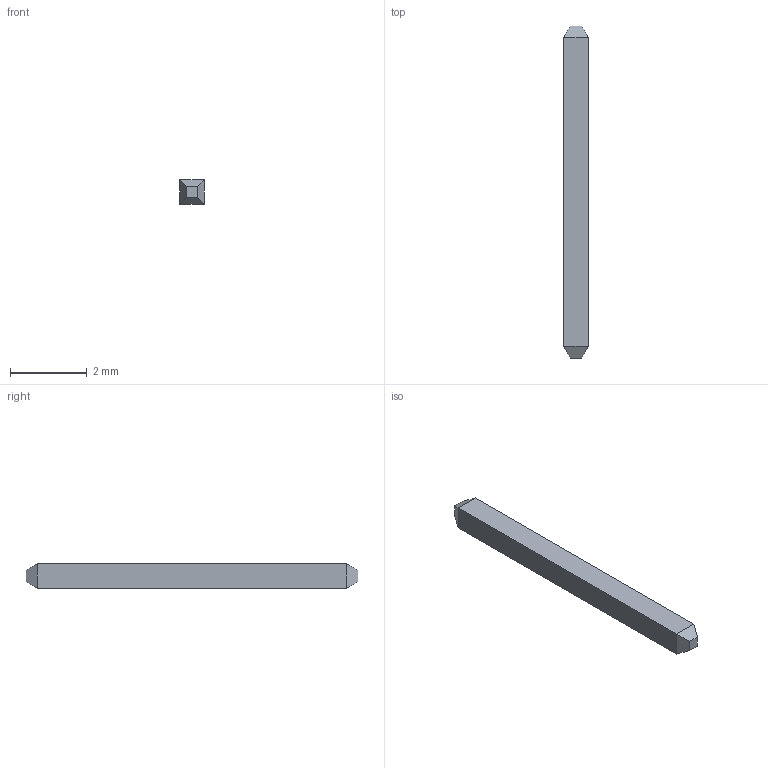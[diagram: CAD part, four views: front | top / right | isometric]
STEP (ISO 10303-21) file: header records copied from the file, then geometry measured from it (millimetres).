
FILE_DESCRIPTION (( 'STEP AP214' ), '1' );
FILE_NAME ( 'HDRV8W64P254_4X2_1016X502H838P.STEP', '2014-03-19T09:51:00', ( '' ), ( '' ), 'FPX Expert 2013', 'PCB Libraries', '' );
FILE_SCHEMA (( 'AUTOMOTIVE_DESIGN' ));
Length unit declared in the file: millimetre
Products named in the file (1): HDRV8W64P254_4X2_1016X502H838P
Bounding box: 0.64 x 8.68 x 0.64 mm (x, y, z)
Volume: 3.4 mm3; surface area: 22.2 mm2
Topology: 1 solids, 1 shells, 14 faces, 28 edges, 16 vertices
Faces by surface type: plane 14
Entity records: 422 total; most frequent: CARTESIAN_POINT 59, DIRECTION 58, ORIENTED_EDGE 56, VECTOR 28, LINE 28, EDGE_CURVE 28, VERTEX_POINT 16, STYLED_ITEM 16
